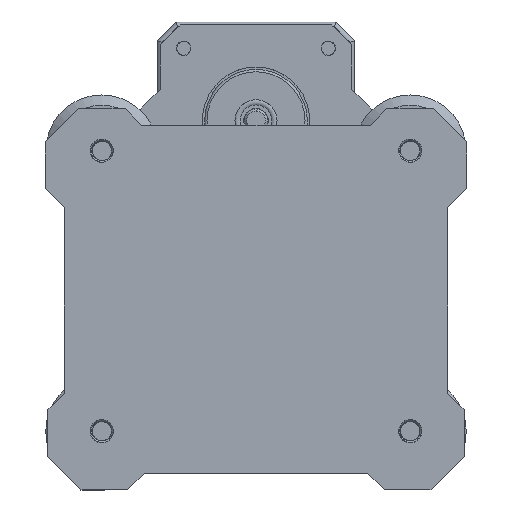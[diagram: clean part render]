
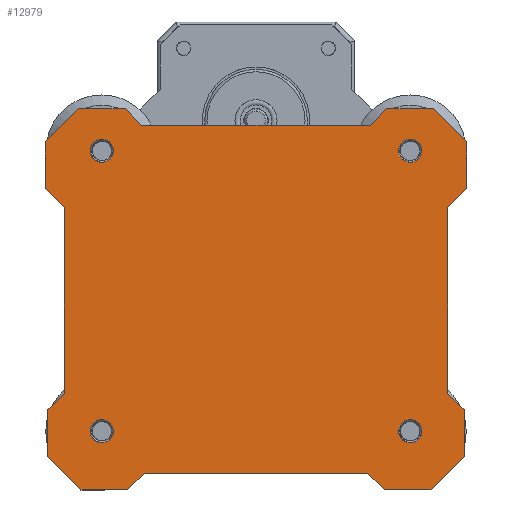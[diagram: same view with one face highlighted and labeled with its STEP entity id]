
A CAD part, top view. The second image highlights one B-rep face of the part: STEP entity #12979.
In plain terms, the highlighted planar face has unit normal (0, 0, 1).
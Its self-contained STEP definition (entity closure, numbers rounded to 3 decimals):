
#1179=FACE_BOUND('',#2847,.T.);
#1180=FACE_BOUND('',#2848,.T.);
#1181=FACE_BOUND('',#2849,.T.);
#1182=FACE_BOUND('',#2850,.T.);
#1278=CIRCLE('',#13979,2.5);
#1279=CIRCLE('',#13980,2.5);
#1280=CIRCLE('',#13981,2.5);
#1281=CIRCLE('',#13982,2.5);
#2019=FACE_OUTER_BOUND('',#2846,.T.);
#2846=EDGE_LOOP('',(#8883,#8884,#8885,#8886,#8887,#8888,#8889,#8890,#8891,
#8892,#8893,#8894,#8895,#8896,#8897,#8898,#8899,#8900,#8901,#8902,#8903,
#8904,#8905,#8906));
#2847=EDGE_LOOP('',(#8907));
#2848=EDGE_LOOP('',(#8908));
#2849=EDGE_LOOP('',(#8909));
#2850=EDGE_LOOP('',(#8910));
#3788=LINE('',#19723,#4658);
#3792=LINE('',#19732,#4662);
#3796=LINE('',#19740,#4666);
#3797=LINE('',#19742,#4667);
#3798=LINE('',#19744,#4668);
#3799=LINE('',#19745,#4669);
#3800=LINE('',#19747,#4670);
#3801=LINE('',#19749,#4671);
#3802=LINE('',#19751,#4672);
#3803=LINE('',#19753,#4673);
#3804=LINE('',#19755,#4674);
#3805=LINE('',#19757,#4675);
#3806=LINE('',#19759,#4676);
#3807=LINE('',#19761,#4677);
#3808=LINE('',#19763,#4678);
#3809=LINE('',#19765,#4679);
#3810=LINE('',#19767,#4680);
#3811=LINE('',#19769,#4681);
#3812=LINE('',#19771,#4682);
#3813=LINE('',#19773,#4683);
#3814=LINE('',#19775,#4684);
#3815=LINE('',#19777,#4685);
#3816=LINE('',#19779,#4686);
#3817=LINE('',#19780,#4687);
#4658=VECTOR('',#15700,10.);
#4662=VECTOR('',#15706,10.);
#4666=VECTOR('',#15712,10.);
#4667=VECTOR('',#15713,5.);
#4668=VECTOR('',#15714,48.929);
#4669=VECTOR('',#15715,5.);
#4670=VECTOR('',#15716,10.);
#4671=VECTOR('',#15717,10.);
#4672=VECTOR('',#15718,5.757);
#4673=VECTOR('',#15719,39.787);
#4674=VECTOR('',#15720,5.);
#4675=VECTOR('',#15721,10.);
#4676=VECTOR('',#15722,10.);
#4677=VECTOR('',#15723,10.);
#4678=VECTOR('',#15724,5.);
#4679=VECTOR('',#15725,47.858);
#4680=VECTOR('',#15726,5.);
#4681=VECTOR('',#15727,10.);
#4682=VECTOR('',#15728,10.);
#4683=VECTOR('',#15729,10.);
#4684=VECTOR('',#15730,5.);
#4685=VECTOR('',#15731,39.787);
#4686=VECTOR('',#15732,5.757);
#4687=VECTOR('',#15733,10.);
#5509=VERTEX_POINT('',#19721);
#5510=VERTEX_POINT('',#19722);
#5513=VERTEX_POINT('',#19730);
#5514=VERTEX_POINT('',#19731);
#5517=VERTEX_POINT('',#19739);
#5518=VERTEX_POINT('',#19741);
#5519=VERTEX_POINT('',#19743);
#5520=VERTEX_POINT('',#19746);
#5521=VERTEX_POINT('',#19748);
#5522=VERTEX_POINT('',#19750);
#5523=VERTEX_POINT('',#19752);
#5524=VERTEX_POINT('',#19754);
#5525=VERTEX_POINT('',#19756);
#5526=VERTEX_POINT('',#19758);
#5527=VERTEX_POINT('',#19760);
#5528=VERTEX_POINT('',#19762);
#5529=VERTEX_POINT('',#19764);
#5530=VERTEX_POINT('',#19766);
#5531=VERTEX_POINT('',#19768);
#5532=VERTEX_POINT('',#19770);
#5533=VERTEX_POINT('',#19772);
#5534=VERTEX_POINT('',#19774);
#5535=VERTEX_POINT('',#19776);
#5536=VERTEX_POINT('',#19778);
#5537=VERTEX_POINT('',#19781);
#5538=VERTEX_POINT('',#19783);
#5539=VERTEX_POINT('',#19785);
#5540=VERTEX_POINT('',#19787);
#6803=EDGE_CURVE('',#5509,#5510,#3788,.T.);
#6807=EDGE_CURVE('',#5513,#5514,#3792,.T.);
#6811=EDGE_CURVE('',#5510,#5517,#3796,.T.);
#6812=EDGE_CURVE('',#5509,#5518,#3797,.T.);
#6813=EDGE_CURVE('',#5518,#5519,#3798,.T.);
#6814=EDGE_CURVE('',#5519,#5514,#3799,.T.);
#6815=EDGE_CURVE('',#5513,#5520,#3800,.T.);
#6816=EDGE_CURVE('',#5520,#5521,#3801,.T.);
#6817=EDGE_CURVE('',#5521,#5522,#3802,.T.);
#6818=EDGE_CURVE('',#5522,#5523,#3803,.T.);
#6819=EDGE_CURVE('',#5524,#5523,#3804,.T.);
#6820=EDGE_CURVE('',#5525,#5524,#3805,.T.);
#6821=EDGE_CURVE('',#5525,#5526,#3806,.T.);
#6822=EDGE_CURVE('',#5526,#5527,#3807,.T.);
#6823=EDGE_CURVE('',#5527,#5528,#3808,.T.);
#6824=EDGE_CURVE('',#5528,#5529,#3809,.T.);
#6825=EDGE_CURVE('',#5530,#5529,#3810,.T.);
#6826=EDGE_CURVE('',#5531,#5530,#3811,.T.);
#6827=EDGE_CURVE('',#5531,#5532,#3812,.T.);
#6828=EDGE_CURVE('',#5532,#5533,#3813,.T.);
#6829=EDGE_CURVE('',#5533,#5534,#3814,.T.);
#6830=EDGE_CURVE('',#5535,#5534,#3815,.T.);
#6831=EDGE_CURVE('',#5536,#5535,#3816,.T.);
#6832=EDGE_CURVE('',#5517,#5536,#3817,.T.);
#6833=EDGE_CURVE('',#5537,#5537,#1278,.T.);
#6834=EDGE_CURVE('',#5538,#5538,#1279,.T.);
#6835=EDGE_CURVE('',#5539,#5539,#1280,.T.);
#6836=EDGE_CURVE('',#5540,#5540,#1281,.T.);
#8883=ORIENTED_EDGE('',*,*,#6811,.F.);
#8884=ORIENTED_EDGE('',*,*,#6803,.F.);
#8885=ORIENTED_EDGE('',*,*,#6812,.T.);
#8886=ORIENTED_EDGE('',*,*,#6813,.T.);
#8887=ORIENTED_EDGE('',*,*,#6814,.T.);
#8888=ORIENTED_EDGE('',*,*,#6807,.F.);
#8889=ORIENTED_EDGE('',*,*,#6815,.T.);
#8890=ORIENTED_EDGE('',*,*,#6816,.T.);
#8891=ORIENTED_EDGE('',*,*,#6817,.T.);
#8892=ORIENTED_EDGE('',*,*,#6818,.T.);
#8893=ORIENTED_EDGE('',*,*,#6819,.F.);
#8894=ORIENTED_EDGE('',*,*,#6820,.F.);
#8895=ORIENTED_EDGE('',*,*,#6821,.T.);
#8896=ORIENTED_EDGE('',*,*,#6822,.T.);
#8897=ORIENTED_EDGE('',*,*,#6823,.T.);
#8898=ORIENTED_EDGE('',*,*,#6824,.T.);
#8899=ORIENTED_EDGE('',*,*,#6825,.F.);
#8900=ORIENTED_EDGE('',*,*,#6826,.F.);
#8901=ORIENTED_EDGE('',*,*,#6827,.T.);
#8902=ORIENTED_EDGE('',*,*,#6828,.T.);
#8903=ORIENTED_EDGE('',*,*,#6829,.T.);
#8904=ORIENTED_EDGE('',*,*,#6830,.F.);
#8905=ORIENTED_EDGE('',*,*,#6831,.F.);
#8906=ORIENTED_EDGE('',*,*,#6832,.F.);
#8907=ORIENTED_EDGE('',*,*,#6833,.F.);
#8908=ORIENTED_EDGE('',*,*,#6834,.F.);
#8909=ORIENTED_EDGE('',*,*,#6835,.F.);
#8910=ORIENTED_EDGE('',*,*,#6836,.F.);
#12607=PLANE('',#13978);
#12979=ADVANCED_FACE('',(#2019,#1179,#1180,#1181,#1182),#12607,.T.);
#13978=AXIS2_PLACEMENT_3D('',#19738,#15710,#15711);
#13979=AXIS2_PLACEMENT_3D('',#19782,#15734,#15735);
#13980=AXIS2_PLACEMENT_3D('',#19784,#15736,#15737);
#13981=AXIS2_PLACEMENT_3D('',#19786,#15738,#15739);
#13982=AXIS2_PLACEMENT_3D('',#19788,#15740,#15741);
#15700=DIRECTION('',(1.,0.,0.));
#15706=DIRECTION('',(1.,0.,0.));
#15710=DIRECTION('center_axis',(0.,0.,1.));
#15711=DIRECTION('ref_axis',(1.,0.,0.));
#15712=DIRECTION('',(0.707,-0.707,0.));
#15713=DIRECTION('',(-0.707,-0.707,0.));
#15714=DIRECTION('',(-1.,0.,0.));
#15715=DIRECTION('',(-0.707,0.707,0.));
#15716=DIRECTION('',(-0.707,-0.707,0.));
#15717=DIRECTION('',(0.,-1.,0.));
#15718=DIRECTION('',(0.707,-0.707,0.));
#15719=DIRECTION('',(0.,-1.,0.));
#15720=DIRECTION('',(0.707,0.707,0.));
#15721=DIRECTION('',(0.,1.,0.));
#15722=DIRECTION('',(0.707,-0.707,0.));
#15723=DIRECTION('',(1.,0.,0.));
#15724=DIRECTION('',(0.707,0.707,0.));
#15725=DIRECTION('',(1.,0.,0.));
#15726=DIRECTION('',(-0.707,0.707,0.));
#15727=DIRECTION('',(-1.,0.,0.));
#15728=DIRECTION('',(0.707,0.707,0.));
#15729=DIRECTION('',(0.,1.,0.));
#15730=DIRECTION('',(-0.707,0.707,0.));
#15731=DIRECTION('',(0.,-1.,0.));
#15732=DIRECTION('',(-0.707,-0.707,0.));
#15733=DIRECTION('',(0.,-1.,0.));
#15734=DIRECTION('center_axis',(0.,0.,1.));
#15735=DIRECTION('ref_axis',(1.,0.,0.));
#15736=DIRECTION('center_axis',(0.,0.,1.));
#15737=DIRECTION('ref_axis',(1.,0.,0.));
#15738=DIRECTION('center_axis',(0.,0.,1.));
#15739=DIRECTION('ref_axis',(1.,0.,0.));
#15740=DIRECTION('center_axis',(0.,0.,1.));
#15741=DIRECTION('ref_axis',(1.,0.,0.));
#19721=CARTESIAN_POINT('',(28.,39.,7.));
#19722=CARTESIAN_POINT('',(38.,39.,7.));
#19723=CARTESIAN_POINT('',(28.,39.,7.));
#19730=CARTESIAN_POINT('',(-38.,39.,7.));
#19731=CARTESIAN_POINT('',(-28.,39.,7.));
#19732=CARTESIAN_POINT('',(-38.,39.,7.));
#19738=CARTESIAN_POINT('Origin',(0.,0.,7.));
#19739=CARTESIAN_POINT('',(45.071,31.929,7.));
#19740=CARTESIAN_POINT('',(38.,39.,7.));
#19741=CARTESIAN_POINT('',(24.464,35.464,7.));
#19742=CARTESIAN_POINT('',(28.,39.,7.));
#19743=CARTESIAN_POINT('',(-24.464,35.464,7.));
#19744=CARTESIAN_POINT('',(24.464,35.464,7.));
#19745=CARTESIAN_POINT('',(-24.464,35.464,7.));
#19746=CARTESIAN_POINT('',(-45.071,31.929,7.));
#19747=CARTESIAN_POINT('',(-38.,39.,7.));
#19748=CARTESIAN_POINT('',(-45.071,21.929,7.));
#19749=CARTESIAN_POINT('',(-45.071,31.929,7.));
#19750=CARTESIAN_POINT('',(-41.,17.858,7.));
#19751=CARTESIAN_POINT('',(-45.071,21.929,7.));
#19752=CARTESIAN_POINT('',(-41.,-21.929,7.));
#19753=CARTESIAN_POINT('',(-41.,17.858,7.));
#19754=CARTESIAN_POINT('',(-44.536,-25.464,7.));
#19755=CARTESIAN_POINT('',(-44.536,-25.464,7.));
#19756=CARTESIAN_POINT('',(-44.536,-35.464,7.));
#19757=CARTESIAN_POINT('',(-44.536,-35.464,7.));
#19758=CARTESIAN_POINT('',(-37.464,-42.536,7.));
#19759=CARTESIAN_POINT('',(-44.536,-35.464,7.));
#19760=CARTESIAN_POINT('',(-27.464,-42.536,7.));
#19761=CARTESIAN_POINT('',(-37.464,-42.536,7.));
#19762=CARTESIAN_POINT('',(-23.929,-39.,7.));
#19763=CARTESIAN_POINT('',(-27.464,-42.536,7.));
#19764=CARTESIAN_POINT('',(23.929,-39.,7.));
#19765=CARTESIAN_POINT('',(-23.929,-39.,7.));
#19766=CARTESIAN_POINT('',(27.464,-42.536,7.));
#19767=CARTESIAN_POINT('',(27.464,-42.536,7.));
#19768=CARTESIAN_POINT('',(37.464,-42.536,7.));
#19769=CARTESIAN_POINT('',(37.464,-42.536,7.));
#19770=CARTESIAN_POINT('',(44.536,-35.464,7.));
#19771=CARTESIAN_POINT('',(37.464,-42.536,7.));
#19772=CARTESIAN_POINT('',(44.536,-25.464,7.));
#19773=CARTESIAN_POINT('',(44.536,-35.464,7.));
#19774=CARTESIAN_POINT('',(41.,-21.929,7.));
#19775=CARTESIAN_POINT('',(44.536,-25.464,7.));
#19776=CARTESIAN_POINT('',(41.,17.858,7.));
#19777=CARTESIAN_POINT('',(41.,17.858,7.));
#19778=CARTESIAN_POINT('',(45.071,21.929,7.));
#19779=CARTESIAN_POINT('',(45.071,21.929,7.));
#19780=CARTESIAN_POINT('',(45.071,31.929,7.));
#19781=CARTESIAN_POINT('',(-30.5,-30.,7.));
#19782=CARTESIAN_POINT('Origin',(-33.,-30.,7.));
#19783=CARTESIAN_POINT('',(35.5,-30.,7.));
#19784=CARTESIAN_POINT('Origin',(33.,-30.,7.));
#19785=CARTESIAN_POINT('',(-30.5,30.,7.));
#19786=CARTESIAN_POINT('Origin',(-33.,30.,7.));
#19787=CARTESIAN_POINT('',(35.5,30.,7.));
#19788=CARTESIAN_POINT('Origin',(33.,30.,7.));
